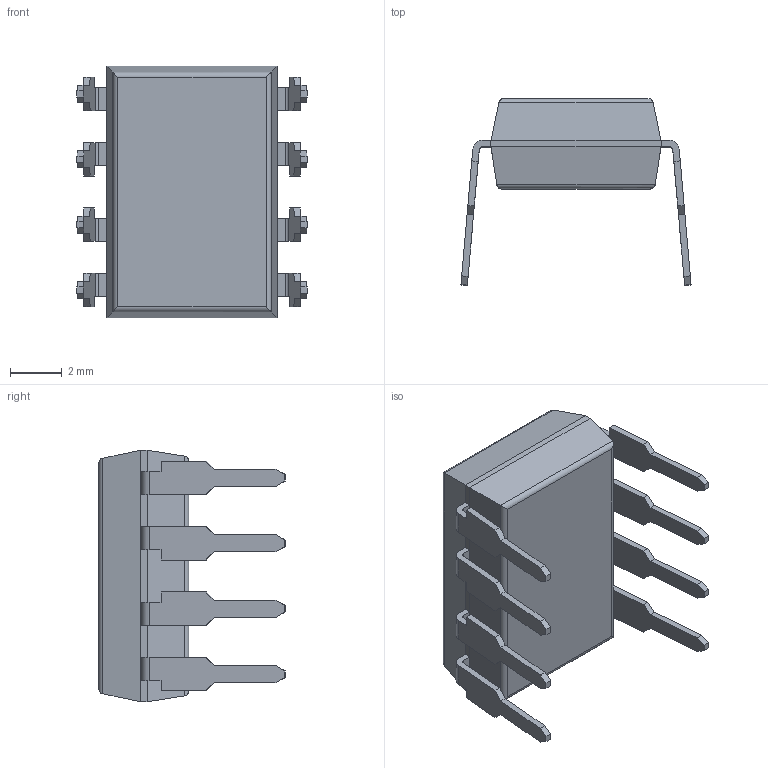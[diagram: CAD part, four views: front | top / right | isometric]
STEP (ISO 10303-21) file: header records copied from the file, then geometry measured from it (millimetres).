
FILE_DESCRIPTION (( 'STEP AP214' ), '1' );
FILE_NAME ('8Pin DIP.STEP', '2024-01-05T08:40:50', ( '' ), ( '' ), 'SwSTEP 2.0', 'SolidWorks 2022', '' );
FILE_SCHEMA (( 'AUTOMOTIVE_DESIGN' ));
Length unit declared in the file: millimetre
Products named in the file (4): 8Pin Body; 8Pin DIP; PinL; PinR
Assembly tree (9 placements, depth 2):
  8Pin DIP
    8Pin Body
    PinL  x4
    PinR  x4
Bounding box: 8.93 x 7.24 x 9.76 mm (x, y, z)
Volume: 220.1 mm3; surface area: 331.9 mm2
Topology: 9 solids, 9 shells, 169 faces, 434 edges, 284 vertices
Faces by surface type: plane 143, cylinder 26
Entity records: 1926 total; most frequent: CARTESIAN_POINT 335, DIRECTION 296, ORIENTED_EDGE 292, EDGE_CURVE 146, LINE 126, VECTOR 126, VERTEX_POINT 92, AXIS2_PLACEMENT_3D 85
